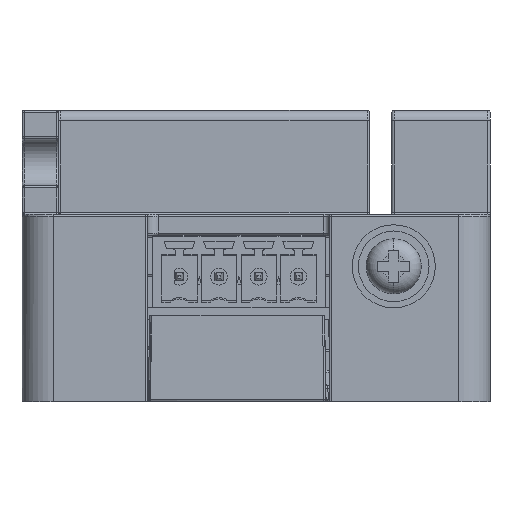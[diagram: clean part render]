
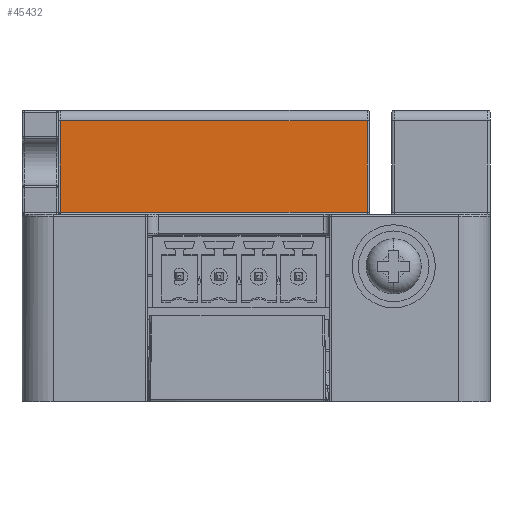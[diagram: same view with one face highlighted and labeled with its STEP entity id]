
A CAD part, left-side view. The second image highlights one B-rep face of the part: STEP entity #45432.
In plain terms, the highlighted planar face has unit normal (-1, 0, 0).
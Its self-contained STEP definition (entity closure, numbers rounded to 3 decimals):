
#106 = LINE ( 'NONE', #67681, #50834 ) ;
#3247 = VERTEX_POINT ( 'NONE', #57858 ) ;
#3972 = CARTESIAN_POINT ( 'NONE',  ( -16.15, 18.8, 9.2 ) ) ;
#4360 = ORIENTED_EDGE ( 'NONE', *, *, #40789, .T. ) ;
#5867 = PLANE ( 'NONE',  #82538 ) ;
#7809 = VECTOR ( 'NONE', #45468, 1000. ) ;
#9503 = LINE ( 'NONE', #67423, #60239 ) ;
#9774 = EDGE_CURVE ( 'NONE', #61321, #14163, #106, .T. ) ;
#12447 = DIRECTION ( 'NONE',  ( 0., 0., -1. ) ) ;
#12828 = DIRECTION ( 'NONE',  ( 0., 1., 0. ) ) ;
#14163 = VERTEX_POINT ( 'NONE', #18452 ) ;
#18452 = CARTESIAN_POINT ( 'NONE',  ( -16.15, 18.8, 18. ) ) ;
#18775 = EDGE_CURVE ( 'NONE', #14163, #45813, #9503, .T. ) ;
#19438 = CARTESIAN_POINT ( 'NONE',  ( -16.15, 19., 60.575 ) ) ;
#20570 = ORIENTED_EDGE ( 'NONE', *, *, #18775, .T. ) ;
#20765 = VECTOR ( 'NONE', #53131, 1000. ) ;
#24604 = CARTESIAN_POINT ( 'NONE',  ( -16.15, -10.89, 9.2 ) ) ;
#31431 = ORIENTED_EDGE ( 'NONE', *, *, #9774, .T. ) ;
#40789 = EDGE_CURVE ( 'NONE', #45813, #3247, #62935, .T. ) ;
#45432 = ADVANCED_FACE ( 'NONE', ( #64098 ), #5867, .F. ) ;
#45468 = DIRECTION ( 'NONE',  ( 0., -1., 0. ) ) ;
#45813 = VERTEX_POINT ( 'NONE', #3972 ) ;
#49783 = CARTESIAN_POINT ( 'NONE',  ( -16.15, -10.69, 18. ) ) ;
#50834 = VECTOR ( 'NONE', #74608, 1000. ) ;
#53131 = DIRECTION ( 'NONE',  ( 0., 0., 1. ) ) ;
#54194 = DIRECTION ( 'NONE',  ( 1., 0., 0. ) ) ;
#57858 = CARTESIAN_POINT ( 'NONE',  ( -16.15, -10.69, 9.2 ) ) ;
#59638 = LINE ( 'NONE', #74007, #20765 ) ;
#60239 = VECTOR ( 'NONE', #12447, 1000. ) ;
#61321 = VERTEX_POINT ( 'NONE', #49783 ) ;
#62935 = LINE ( 'NONE', #24604, #7809 ) ;
#64098 = FACE_OUTER_BOUND ( 'NONE', #81038, .T. ) ;
#67423 = CARTESIAN_POINT ( 'NONE',  ( -16.15, 18.8, 9. ) ) ;
#67681 = CARTESIAN_POINT ( 'NONE',  ( -16.15, 19., 18. ) ) ;
#74007 = CARTESIAN_POINT ( 'NONE',  ( -16.15, -10.69, 60.575 ) ) ;
#74608 = DIRECTION ( 'NONE',  ( 0., 1., 0. ) ) ;
#74744 = EDGE_CURVE ( 'NONE', #3247, #61321, #59638, .T. ) ;
#81038 = EDGE_LOOP ( 'NONE', ( #4360, #89204, #31431, #20570 ) ) ;
#82538 = AXIS2_PLACEMENT_3D ( 'NONE', #19438, #54194, #12828 ) ;
#89204 = ORIENTED_EDGE ( 'NONE', *, *, #74744, .T. ) ;
